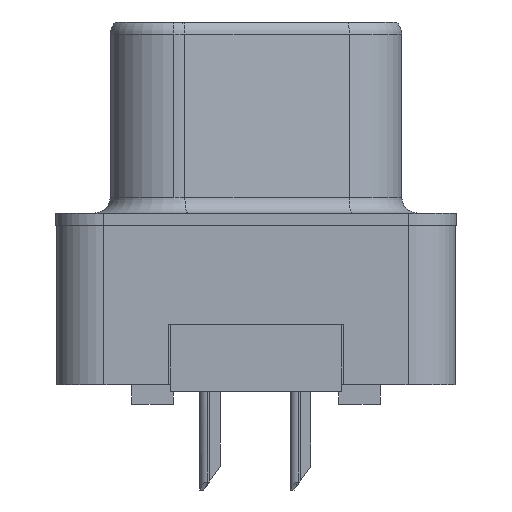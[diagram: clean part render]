
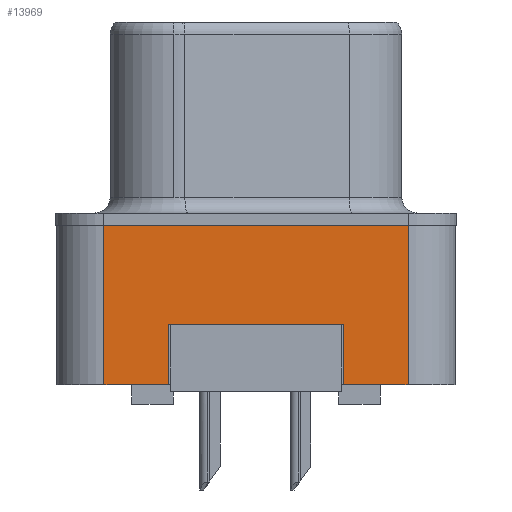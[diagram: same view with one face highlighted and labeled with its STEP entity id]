
A CAD part, left-side view. The second image highlights one B-rep face of the part: STEP entity #13969.
In plain terms, the highlighted planar face has unit normal (-1, 0, 0).
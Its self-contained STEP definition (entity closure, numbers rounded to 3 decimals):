
#442 = EDGE_CURVE ( 'NONE', #3692, #28235, #3126, .T. ) ;
#644 = DIRECTION ( 'NONE',  ( 0., -1., 0. ) ) ;
#1110 = LINE ( 'NONE', #21639, #18508 ) ;
#1139 = LINE ( 'NONE', #21671, #14373 ) ;
#1247 = VERTEX_POINT ( 'NONE', #2621 ) ;
#2304 = VERTEX_POINT ( 'NONE', #9903 ) ;
#2621 = CARTESIAN_POINT ( 'NONE',  ( -2.91, -4.775, 0. ) ) ;
#2871 = LINE ( 'NONE', #21175, #19439 ) ;
#3126 = LINE ( 'NONE', #20982, #26146 ) ;
#3692 = VERTEX_POINT ( 'NONE', #25810 ) ;
#4732 = ORIENTED_EDGE ( 'NONE', *, *, #5197, .T. ) ;
#5197 = EDGE_CURVE ( 'NONE', #2304, #3692, #1110, .T. ) ;
#5278 = ORIENTED_EDGE ( 'NONE', *, *, #23779, .F. ) ;
#5542 = ORIENTED_EDGE ( 'NONE', *, *, #26744, .F. ) ;
#6532 = DIRECTION ( 'NONE',  ( -1., 0., 0. ) ) ;
#7313 = CARTESIAN_POINT ( 'NONE',  ( -2.91, -4.775, -5. ) ) ;
#8065 = CARTESIAN_POINT ( 'NONE',  ( -2.91, 2.75, -3.1 ) ) ;
#8121 = DIRECTION ( 'NONE',  ( 0., 0., -1. ) ) ;
#8128 = EDGE_CURVE ( 'NONE', #9974, #1247, #2871, .T. ) ;
#8865 = CARTESIAN_POINT ( 'NONE',  ( -2.91, 4.775, 0. ) ) ;
#9357 = EDGE_CURVE ( 'NONE', #10725, #12453, #19797, .T. ) ;
#9706 = CARTESIAN_POINT ( 'NONE',  ( -2.91, -4.775, -5. ) ) ;
#9903 = CARTESIAN_POINT ( 'NONE',  ( -2.91, -2.75, -3.1 ) ) ;
#9974 = VERTEX_POINT ( 'NONE', #8865 ) ;
#10271 = DIRECTION ( 'NONE',  ( 0., 0., 1. ) ) ;
#10725 = VERTEX_POINT ( 'NONE', #25907 ) ;
#10853 = ORIENTED_EDGE ( 'NONE', *, *, #8128, .F. ) ;
#11190 = FACE_OUTER_BOUND ( 'NONE', #23195, .T. ) ;
#12028 = VECTOR ( 'NONE', #28964, 1000. ) ;
#12453 = VERTEX_POINT ( 'NONE', #14476 ) ;
#12578 = DIRECTION ( 'NONE',  ( 0., 1., 0. ) ) ;
#13969 = ADVANCED_FACE ( 'NONE', ( #11190 ), #22735, .T. ) ;
#14373 = VECTOR ( 'NONE', #10271, 1000. ) ;
#14476 = CARTESIAN_POINT ( 'NONE',  ( -2.91, 2.75, -5. ) ) ;
#15030 = VECTOR ( 'NONE', #25177, 1000. ) ;
#15720 = CARTESIAN_POINT ( 'NONE',  ( -2.91, 2.75, -3.1 ) ) ;
#16127 = DIRECTION ( 'NONE',  ( 0., 0., 1. ) ) ;
#16833 = ORIENTED_EDGE ( 'NONE', *, *, #21025, .F. ) ;
#18351 = AXIS2_PLACEMENT_3D ( 'NONE', #27081, #6532, #16127 ) ;
#18508 = VECTOR ( 'NONE', #8121, 1000. ) ;
#18550 = EDGE_CURVE ( 'NONE', #28235, #1247, #23216, .T. ) ;
#19439 = VECTOR ( 'NONE', #644, 1000. ) ;
#19550 = VERTEX_POINT ( 'NONE', #28336 ) ;
#19602 = LINE ( 'NONE', #8065, #21173 ) ;
#19797 = LINE ( 'NONE', #22498, #12028 ) ;
#20982 = CARTESIAN_POINT ( 'NONE',  ( -2.91, -4.775, -5. ) ) ;
#21025 = EDGE_CURVE ( 'NONE', #19550, #12453, #28665, .T. ) ;
#21101 = DIRECTION ( 'NONE',  ( 0., 0., 1. ) ) ;
#21173 = VECTOR ( 'NONE', #12578, 1000. ) ;
#21175 = CARTESIAN_POINT ( 'NONE',  ( -2.91, -4.775, 0. ) ) ;
#21639 = CARTESIAN_POINT ( 'NONE',  ( -2.91, -2.75, -3.1 ) ) ;
#21671 = CARTESIAN_POINT ( 'NONE',  ( -2.91, 4.775, -5. ) ) ;
#22101 = ORIENTED_EDGE ( 'NONE', *, *, #442, .T. ) ;
#22498 = CARTESIAN_POINT ( 'NONE',  ( -2.91, -4.775, -5. ) ) ;
#22735 = PLANE ( 'NONE',  #18351 ) ;
#23195 = EDGE_LOOP ( 'NONE', ( #4732, #22101, #27274, #10853, #5542, #26702, #16833, #5278 ) ) ;
#23216 = LINE ( 'NONE', #7313, #25141 ) ;
#23779 = EDGE_CURVE ( 'NONE', #2304, #19550, #19602, .T. ) ;
#25141 = VECTOR ( 'NONE', #21101, 1000. ) ;
#25177 = DIRECTION ( 'NONE',  ( 0., 0., -1. ) ) ;
#25810 = CARTESIAN_POINT ( 'NONE',  ( -2.91, -2.75, -5. ) ) ;
#25907 = CARTESIAN_POINT ( 'NONE',  ( -2.91, 4.775, -5. ) ) ;
#26080 = DIRECTION ( 'NONE',  ( 0., -1., 0. ) ) ;
#26146 = VECTOR ( 'NONE', #26080, 1000. ) ;
#26702 = ORIENTED_EDGE ( 'NONE', *, *, #9357, .T. ) ;
#26744 = EDGE_CURVE ( 'NONE', #10725, #9974, #1139, .T. ) ;
#27081 = CARTESIAN_POINT ( 'NONE',  ( -2.91, -4.775, -5. ) ) ;
#27274 = ORIENTED_EDGE ( 'NONE', *, *, #18550, .T. ) ;
#28235 = VERTEX_POINT ( 'NONE', #9706 ) ;
#28336 = CARTESIAN_POINT ( 'NONE',  ( -2.91, 2.75, -3.1 ) ) ;
#28665 = LINE ( 'NONE', #15720, #15030 ) ;
#28964 = DIRECTION ( 'NONE',  ( 0., -1., 0. ) ) ;
